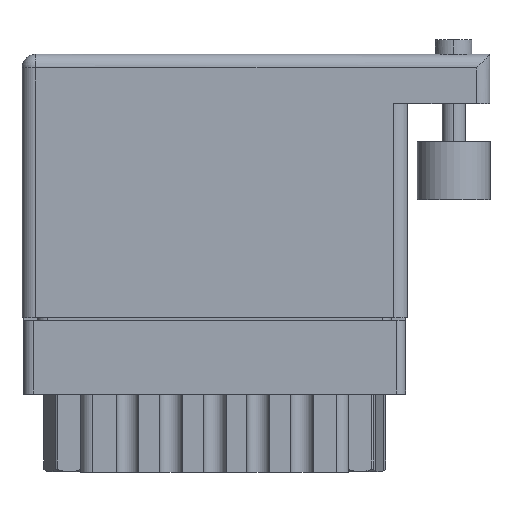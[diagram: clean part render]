
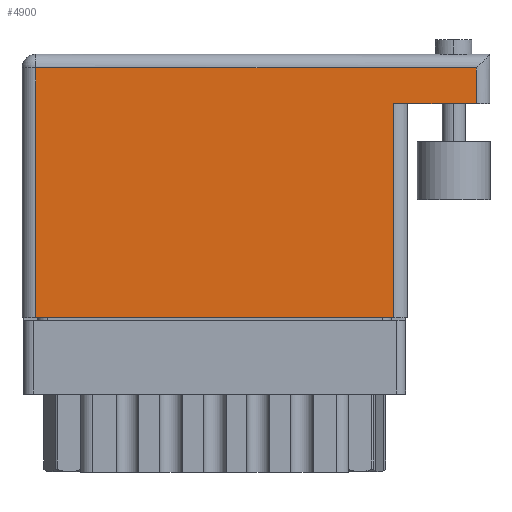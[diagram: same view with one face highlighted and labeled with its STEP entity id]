
A CAD part, front view. The second image highlights one B-rep face of the part: STEP entity #4900.
In plain terms, the highlighted face is planar.
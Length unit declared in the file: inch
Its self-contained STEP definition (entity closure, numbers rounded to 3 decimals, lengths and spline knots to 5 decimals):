
#1238 = EDGE_CURVE ( 'NONE', #23931, #14559, #5362, .T. ) ;
#3402 = CARTESIAN_POINT ( 'NONE',  ( 0.047, 0.859, 0. ) ) ;
#4097 = VERTEX_POINT ( 'NONE', #30518 ) ;
#4900 = ADVANCED_FACE ( 'NONE', ( #19042 ), #21636, .F. ) ;
#5362 = LINE ( 'NONE', #33487, #32814 ) ;
#6267 = DIRECTION ( 'NONE',  ( 0., 0., -1. ) ) ;
#6435 = DIRECTION ( 'NONE',  ( 1., 0., 0. ) ) ;
#6551 = DIRECTION ( 'NONE',  ( -1., 0., 0. ) ) ;
#7210 = ORIENTED_EDGE ( 'NONE', *, *, #27427, .T. ) ;
#7481 = EDGE_CURVE ( 'NONE', #20371, #4097, #11643, .T. ) ;
#8374 = LINE ( 'NONE', #13255, #17376 ) ;
#8652 = CARTESIAN_POINT ( 'NONE',  ( 1.609, 0.736, 0. ) ) ;
#9459 = ORIENTED_EDGE ( 'NONE', *, *, #35622, .T. ) ;
#9660 = VECTOR ( 'NONE', #18117, 39.37008 ) ;
#11108 = EDGE_LOOP ( 'NONE', ( #11352, #9459, #13763, #27962, #20365, #7210 ) ) ;
#11352 = ORIENTED_EDGE ( 'NONE', *, *, #7481, .T. ) ;
#11632 = CARTESIAN_POINT ( 'NONE',  ( 0., 0.906, 0. ) ) ;
#11643 = LINE ( 'NONE', #18467, #35343 ) ;
#13255 = CARTESIAN_POINT ( 'NONE',  ( 1.562, 0.906, 0. ) ) ;
#13763 = ORIENTED_EDGE ( 'NONE', *, *, #21668, .F. ) ;
#14559 = VERTEX_POINT ( 'NONE', #3402 ) ;
#15123 = LINE ( 'NONE', #22987, #19883 ) ;
#15721 = VECTOR ( 'NONE', #29889, 39.37008 ) ;
#17376 = VECTOR ( 'NONE', #34181, 39.37008 ) ;
#17548 = CARTESIAN_POINT ( 'NONE',  ( 0.047, 0., 0. ) ) ;
#18117 = DIRECTION ( 'NONE',  ( 0., -1., 0. ) ) ;
#18391 = CARTESIAN_POINT ( 'NONE',  ( 0.047, 0., 0. ) ) ;
#18467 = CARTESIAN_POINT ( 'NONE',  ( 0., 0., 0. ) ) ;
#19042 = FACE_OUTER_BOUND ( 'NONE', #11108, .T. ) ;
#19883 = VECTOR ( 'NONE', #34898, 39.37008 ) ;
#20365 = ORIENTED_EDGE ( 'NONE', *, *, #1238, .T. ) ;
#20371 = VERTEX_POINT ( 'NONE', #17548 ) ;
#21636 = PLANE ( 'NONE',  #32133 ) ;
#21668 = EDGE_CURVE ( 'NONE', #32947, #34976, #28100, .T. ) ;
#22987 = CARTESIAN_POINT ( 'NONE',  ( 1.278, 0.736, 0. ) ) ;
#23931 = VERTEX_POINT ( 'NONE', #35466 ) ;
#25080 = EDGE_CURVE ( 'NONE', #32947, #23931, #8374, .T. ) ;
#25825 = LINE ( 'NONE', #18391, #9660 ) ;
#27048 = CARTESIAN_POINT ( 'NONE',  ( 1.562, 0.736, 0. ) ) ;
#27402 = DIRECTION ( 'NONE',  ( -1., 0., 0. ) ) ;
#27427 = EDGE_CURVE ( 'NONE', #14559, #20371, #25825, .T. ) ;
#27556 = CARTESIAN_POINT ( 'NONE',  ( 1.278, 0.736, 0. ) ) ;
#27962 = ORIENTED_EDGE ( 'NONE', *, *, #25080, .T. ) ;
#28100 = LINE ( 'NONE', #8652, #15721 ) ;
#29889 = DIRECTION ( 'NONE',  ( -1., 0., 0. ) ) ;
#30518 = CARTESIAN_POINT ( 'NONE',  ( 1.278, 0., 0. ) ) ;
#32133 = AXIS2_PLACEMENT_3D ( 'NONE', #11632, #6267, #6551 ) ;
#32814 = VECTOR ( 'NONE', #27402, 39.37008 ) ;
#32947 = VERTEX_POINT ( 'NONE', #27048 ) ;
#33487 = CARTESIAN_POINT ( 'NONE',  ( 0., 0.859, 0. ) ) ;
#34181 = DIRECTION ( 'NONE',  ( 0., 1., 0. ) ) ;
#34898 = DIRECTION ( 'NONE',  ( 0., 1., 0. ) ) ;
#34976 = VERTEX_POINT ( 'NONE', #27556 ) ;
#35343 = VECTOR ( 'NONE', #6435, 39.37008 ) ;
#35466 = CARTESIAN_POINT ( 'NONE',  ( 1.562, 0.859, 0. ) ) ;
#35622 = EDGE_CURVE ( 'NONE', #4097, #34976, #15123, .T. ) ;
